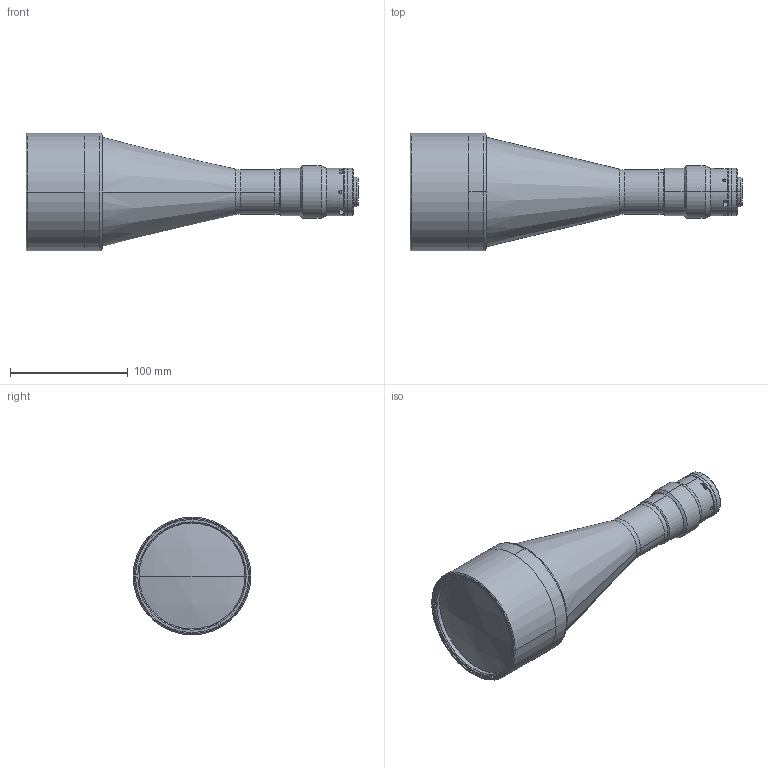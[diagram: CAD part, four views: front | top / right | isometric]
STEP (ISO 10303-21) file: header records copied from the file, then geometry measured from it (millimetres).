
FILE_DESCRIPTION (( 'STEP AP214' ), '1' );
FILE_NAME ('TC2M064HR-C.STEP', '2014-06-03T13:12:21', ( 'piermario' ), ( '' ), 'SwSTEP 2.0', 'SolidWorks 2013', '' );
FILE_SCHEMA (( 'AUTOMOTIVE_DESIGN' ));
Length unit declared in the file: millimetre
Products named in the file (1): TC2M064HR-C
Bounding box: 281.97 x 100 x 100 mm (x, y, z)
Surface area: 83946.1 mm2 (no closed solid volume)
Topology: 0 solids, 12 shells, 116 faces, 315 edges, 213 vertices
Faces by surface type: cylinder 48, plane 36, cone 24, torus 6, sphere 2
Entity records: 5216 total; most frequent: CARTESIAN_POINT 921, DIRECTION 690, ORIENTED_EDGE 532, EDGE_CURVE 315, AXIS2_PLACEMENT_3D 288, VERTEX_POINT 213, CIRCLE 171, EDGE_LOOP 141
